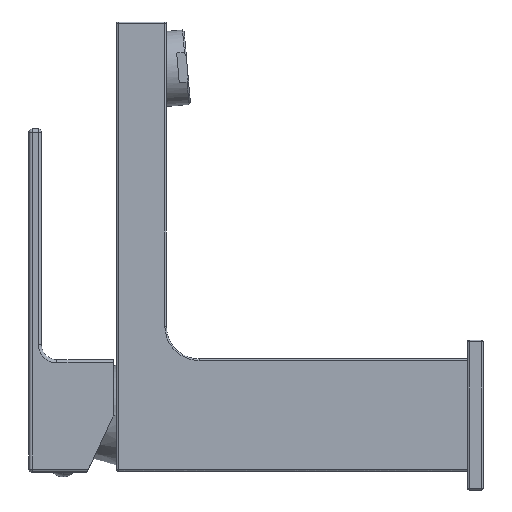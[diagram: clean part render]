
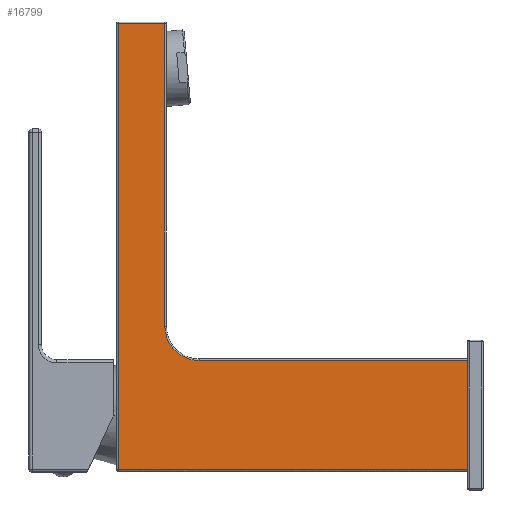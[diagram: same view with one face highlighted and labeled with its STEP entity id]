
A CAD part, left-side view. The second image highlights one B-rep face of the part: STEP entity #16799.
In plain terms, the highlighted planar face has unit normal (-1, 0, 0).
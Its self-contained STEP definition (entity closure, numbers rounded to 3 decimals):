
#4712=DIRECTION('',(0.,0.,1.));
#4713=VECTOR('',#4712,35.);
#4714=CARTESIAN_POINT('',(-18.,1.5,-17.5));
#4715=LINE('',#4714,#4713);
#4716=DIRECTION('',(0.,1.,0.));
#4717=VECTOR('',#4716,112.);
#4718=CARTESIAN_POINT('',(-18.,1.5,-17.5));
#4719=LINE('',#4718,#4717);
#4720=DIRECTION('',(0.,0.,1.));
#4721=VECTOR('',#4720,143.);
#4722=CARTESIAN_POINT('',(-18.,113.5,-17.5));
#4723=LINE('',#4722,#4721);
#4724=DIRECTION('',(0.,-1.,0.));
#4725=VECTOR('',#4724,15.);
#4726=CARTESIAN_POINT('',(-18.,113.5,125.5));
#4727=LINE('',#4726,#4725);
#4728=DIRECTION('',(0.,0.,-1.));
#4729=VECTOR('',#4728,97.);
#4730=CARTESIAN_POINT('',(-18.,98.5,125.5));
#4731=LINE('',#4730,#4729);
#4732=CARTESIAN_POINT('',(-18.,87.5,28.5));
#4733=DIRECTION('',(-1.,0.,0.));
#4734=DIRECTION('',(0.,1.,0.));
#4735=AXIS2_PLACEMENT_3D('',#4732,#4733,#4734);
#4737=DIRECTION('',(0.,-1.,0.));
#4738=VECTOR('',#4737,86.);
#4739=CARTESIAN_POINT('',(-18.,87.5,17.5));
#4740=LINE('',#4739,#4738);
#5904=CARTESIAN_POINT('',(-18.,113.5,125.5));
#5906=VERTEX_POINT('',#5904);
#5926=CARTESIAN_POINT('',(-18.,113.5,-17.5));
#5927=VERTEX_POINT('',#5926);
#5932=CARTESIAN_POINT('',(-18.,98.5,28.5));
#5933=CARTESIAN_POINT('',(-18.,87.5,17.5));
#5934=VERTEX_POINT('',#5932);
#5935=VERTEX_POINT('',#5933);
#5938=CARTESIAN_POINT('',(-18.,98.5,125.5));
#5939=VERTEX_POINT('',#5938);
#6665=CARTESIAN_POINT('',(-18.,1.5,-17.5));
#6666=CARTESIAN_POINT('',(-18.,1.5,17.5));
#6667=VERTEX_POINT('',#6665);
#6668=VERTEX_POINT('',#6666);
#16780=CARTESIAN_POINT('',(-18.,1.5,-32.438));
#16781=DIRECTION('',(1.,0.,0.));
#16782=DIRECTION('',(0.,1.,0.));
#16783=AXIS2_PLACEMENT_3D('',#16780,#16781,#16782);
#16784=PLANE('',#16783);
#16785=ORIENTED_EDGE('',*,*,#10533,.F.);
#16786=ORIENTED_EDGE('',*,*,#16763,.T.);
#16788=ORIENTED_EDGE('',*,*,#16787,.T.);
#16790=ORIENTED_EDGE('',*,*,#16789,.T.);
#16792=ORIENTED_EDGE('',*,*,#16791,.T.);
#16794=ORIENTED_EDGE('',*,*,#16793,.T.);
#16796=ORIENTED_EDGE('',*,*,#16795,.T.);
#16797=EDGE_LOOP('',(#16785,#16786,#16788,#16790,#16792,#16794,#16796));
#16798=FACE_OUTER_BOUND('',#16797,.F.);
#16799=ADVANCED_FACE('',(#16798),#16784,.F.);
#4736=CIRCLE('',#4735,11.);
#10533=EDGE_CURVE('',#6667,#6668,#4715,.T.);
#16763=EDGE_CURVE('',#6667,#5927,#4719,.T.);
#16787=EDGE_CURVE('',#5927,#5906,#4723,.T.);
#16789=EDGE_CURVE('',#5906,#5939,#4727,.T.);
#16791=EDGE_CURVE('',#5939,#5934,#4731,.T.);
#16793=EDGE_CURVE('',#5934,#5935,#4736,.T.);
#16795=EDGE_CURVE('',#5935,#6668,#4740,.T.);
